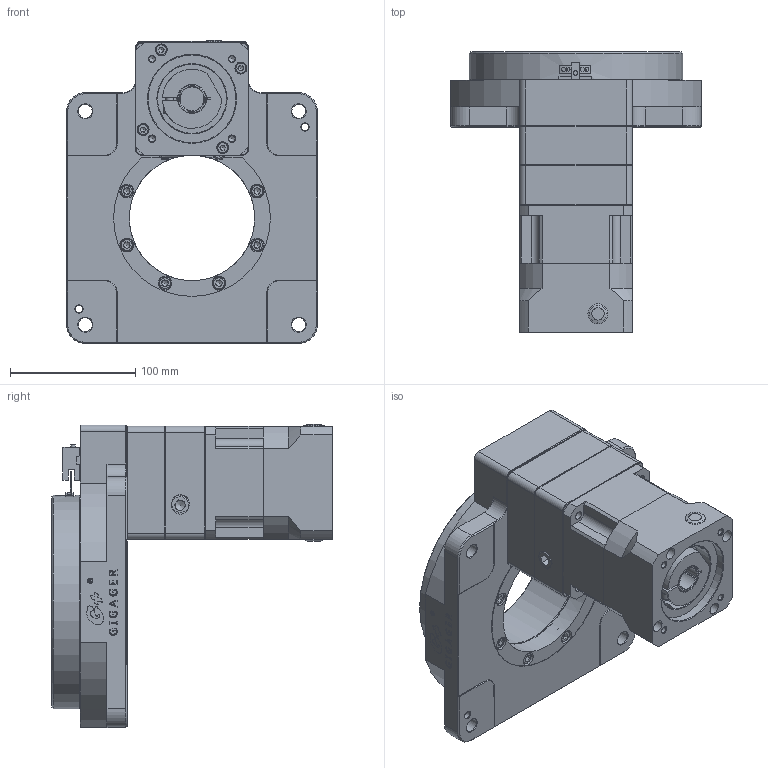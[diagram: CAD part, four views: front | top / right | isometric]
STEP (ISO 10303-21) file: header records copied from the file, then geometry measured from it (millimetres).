
FILE_DESCRIPTION (( 'STEP AP203' ), '1' );
FILE_NAME ('GSN200M-50K-SV2-010W.step', '2021-06-01T02:25:40', ( 'Microsoft' ), ( 'Microsoft' ), 'SwSTEP 2.0', 'SolidWorks 2019', '' );
FILE_SCHEMA (( 'CONFIG_CONTROL_DESIGN' ));
Length unit declared in the file: millimetre
Products named in the file (1): GSN200M-50K-SV2-010W
Bounding box: 200 x 223.5 x 241.5 mm (x, y, z)
Volume: 2437683.7 mm3; surface area: 448230.3 mm2
Topology: 36 solids, 37 shells, 1373 faces, 3340 edges, 2117 vertices
Faces by surface type: plane 688, cylinder 302, cone 213, bspline 139, torus 31
Full cylindrical faces by diameter (mm): 1.5 x1, 2.05 x2, 2.5 x2, 3.5 x1, 4.2 x4, 5 x36, 5.5 x4, 6 x20, 6.5 x11, 6.6 x8, 7 x1, 7.5 x4, 8 x2, 8.5 x4, 8.6 x1, 9.5 x4, 10 x14, 11 x18, 12 x4, 13 x4, 14 x2, 16 x4, 19 x3, 20.32 x1, 24.9 x1, 25.5 x1, 34.9 x1, 35 x1, 37 x1, 40.5 x1
Entity records: 43465 total; most frequent: CARTESIAN_POINT 13880, DIRECTION 5871, ORIENTED_EDGE 5656, EDGE_CURVE 2828, AXIS2_PLACEMENT_3D 2205, VERTEX_POINT 1991, EDGE_LOOP 1949, FACE_OUTER_BOUND 1595
